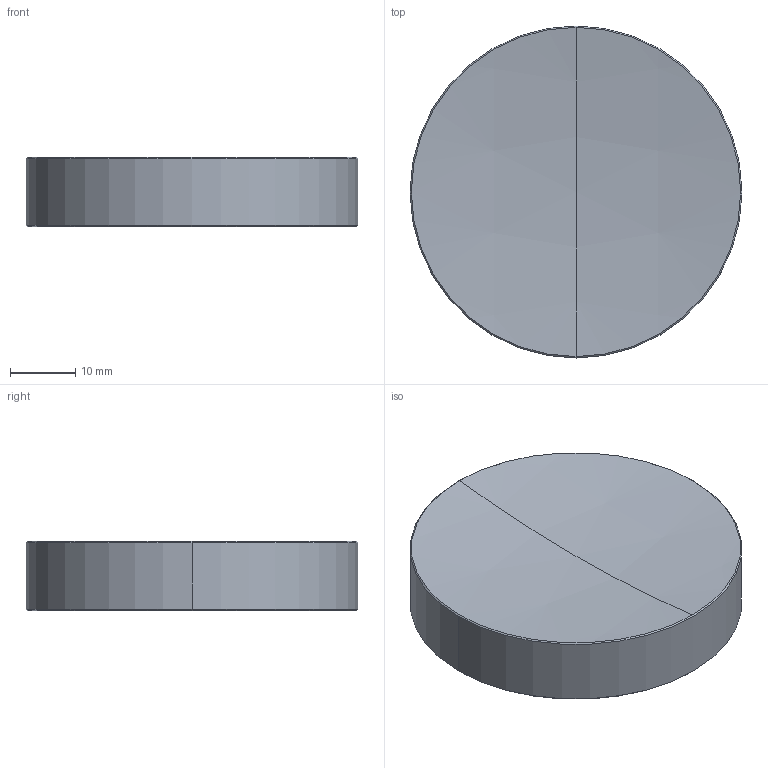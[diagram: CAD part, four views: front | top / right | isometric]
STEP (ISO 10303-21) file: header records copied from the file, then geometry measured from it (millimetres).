
FILE_DESCRIPTION (( 'STEP AP214' ), '1' );
FILE_NAME ('22199-E0W.STEP', '2011-04-13T15:53:22', ( 'Admin' ), ( 'Thorlabs, Inc.' ), 'SwSTEP 2.0', 'SolidWorks 2011', '' );
FILE_SCHEMA (( 'AUTOMOTIVE_DESIGN' ));
Length unit declared in the file: inch
Products named in the file (1): 22199-E0W
Bounding box: 50.8 x 50.8 x 10.59 mm (x, y, z)
Volume: 19874.1 mm3; surface area: 5716.3 mm2
Topology: 1 solids, 1 shells, 271 faces, 708 edges, 471 vertices
Faces by surface type: plane 142, bspline 121, cone 4, sphere 2, cylinder 2
Entity records: 18747 total; most frequent: CARTESIAN_POINT 9332, ORIENTED_EDGE 1416, DIRECTION 780, EDGE_CURVE 708, VERTEX_POINT 471, VECTOR 454, LINE 454, EDGE_LOOP 303
